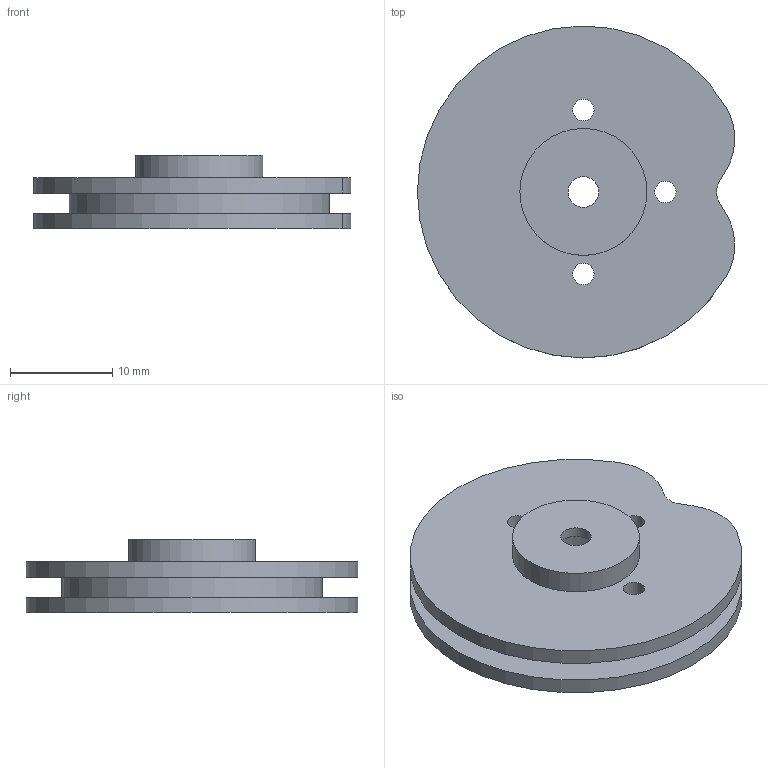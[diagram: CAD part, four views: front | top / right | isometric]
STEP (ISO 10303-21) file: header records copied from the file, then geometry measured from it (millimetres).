
FILE_DESCRIPTION(/* description */ (''),/* implementation_level */ '2;1');
FILE_NAME(/* name */ '9322e0a2-bd25-4ff4-b1d2-fc8849a8e832.stp',/* time_stamp */ '2017-09-04T07:48:58+00:00',/* author */ (''),/* organization */ (''),/* preprocessor_version */ 'ST-DEVELOPER v16.13',/* originating_system */ 'Autodesk Translation Framework v6.1.1.50',/* authorisation */ '');
FILE_SCHEMA (('AUTOMOTIVE_DESIGN { 1 0 10303 214 3 1 1 }'));
Length unit declared in the file: millimetre
Products named in the file (1): MX-28hone_cover v8
Bounding box: 30.96 x 32.4 x 7.2 mm (x, y, z)
Volume: 2302.7 mm3; surface area: 3062.3 mm2
Topology: 1 solids, 1 shells, 27 faces, 60 edges, 40 vertices
Faces by surface type: cylinder 16, plane 11
Full cylindrical faces by diameter (mm): 2.1 x3, 3 x1, 8.4 x1, 12.4 x1, 22.4 x1, 25.4 x1
Entity records: 764 total; most frequent: DIRECTION 140, CARTESIAN_POINT 120, ORIENTED_EDGE 104, AXIS2_PLACEMENT_3D 60, EDGE_CURVE 52, EDGE_LOOP 48, VERTEX_POINT 40, CIRCLE 32
